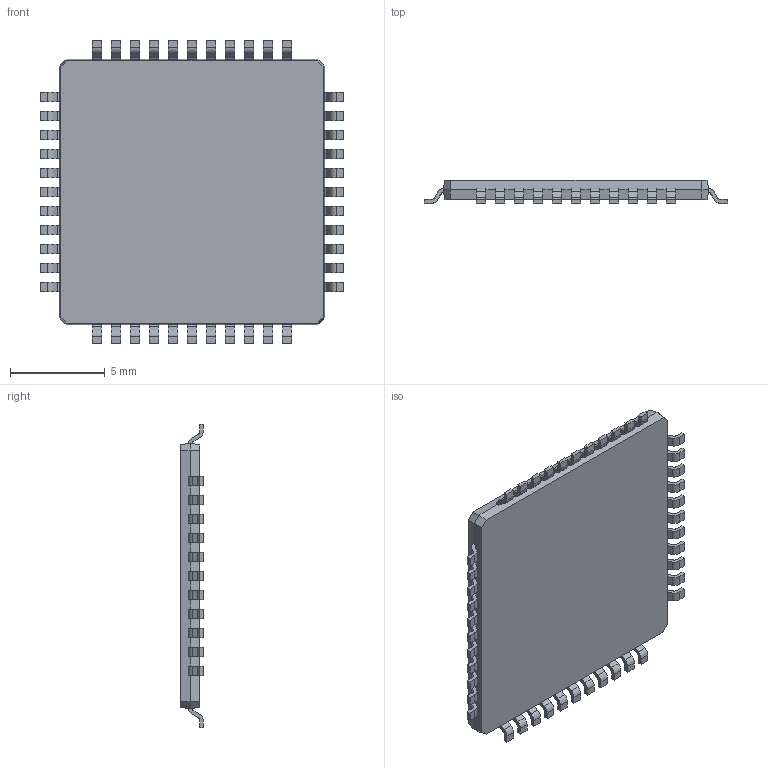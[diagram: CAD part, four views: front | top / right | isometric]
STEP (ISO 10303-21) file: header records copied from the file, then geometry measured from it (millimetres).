
FILE_DESCRIPTION (( 'STEP AP214' ), '1' );
FILE_NAME ('TQFP100P1600X1600-44.STEP', '2011-01-31T08:43:49', ( 'vpeshkov' ), ( 'cad-design.ru' ), 'SwSTEP 2.0', 'SolidWorks 2009', '' );
FILE_SCHEMA (( 'AUTOMOTIVE_DESIGN' ));
Length unit declared in the file: millimetre
Products named in the file (1): TQFP100P1600X1600-44
Bounding box: 16 x 1.2 x 16 mm (x, y, z)
Volume: 199 mm3; surface area: 517.3 mm2
Topology: 1 solids, 1 shells, 508 faces, 1504 edges, 1000 vertices
Faces by surface type: plane 328, cylinder 180
Entity records: 22377 total; most frequent: CARTESIAN_POINT 3013, ORIENTED_EDGE 3008, DIRECTION 2882, EDGE_CURVE 1504, VECTOR 1144, LINE 1144, VERTEX_POINT 1000, AXIS2_PLACEMENT_3D 869
